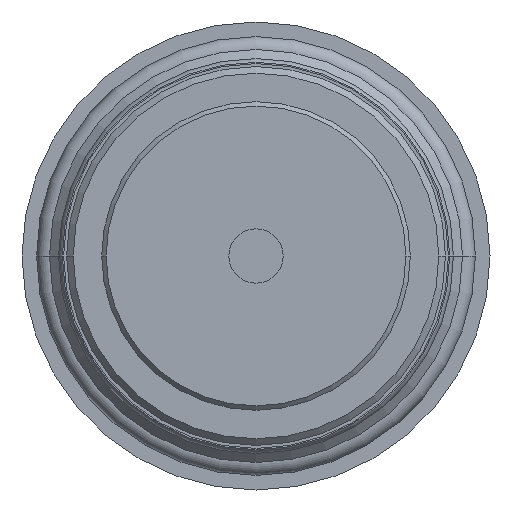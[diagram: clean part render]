
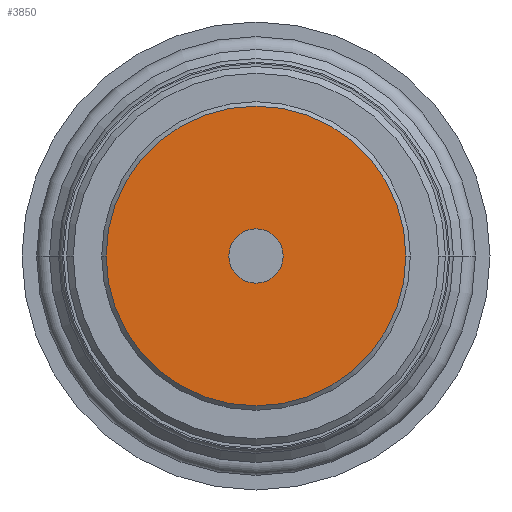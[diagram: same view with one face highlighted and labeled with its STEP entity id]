
A CAD part, left-side view. The second image highlights one B-rep face of the part: STEP entity #3850.
In plain terms, the highlighted planar face has unit normal (-1, 0, 0).
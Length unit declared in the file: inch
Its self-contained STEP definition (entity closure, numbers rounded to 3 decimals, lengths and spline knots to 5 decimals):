
#123=CARTESIAN_POINT('',(-3.145,0.,0.));
#124=DIRECTION('',(-1.,0.,0.));
#125=DIRECTION('',(0.,1.,0.));
#126=AXIS2_PLACEMENT_3D('',#123,#124,#125);
#1939=CARTESIAN_POINT('',(-3.145,0.,0.));
#1940=DIRECTION('',(-1.,0.,0.));
#1941=DIRECTION('',(0.,1.,0.));
#1942=AXIS2_PLACEMENT_3D('',#1939,#1940,#1941);
#1947=CARTESIAN_POINT('',(-3.145,0.,0.));
#1948=DIRECTION('',(1.,0.,0.));
#1949=DIRECTION('',(0.,1.,0.));
#1950=AXIS2_PLACEMENT_3D('',#1947,#1948,#1949);
#1955=CARTESIAN_POINT('',(-3.145,0.,0.));
#1956=DIRECTION('',(1.,0.,0.));
#1957=DIRECTION('',(0.,1.,0.));
#1958=AXIS2_PLACEMENT_3D('',#1955,#1956,#1957);
#2187=CARTESIAN_POINT('',(-3.145,0.6805,0.));
#2188=CARTESIAN_POINT('',(-3.145,-0.6805,0.));
#2189=VERTEX_POINT('',#2187);
#2190=VERTEX_POINT('',#2188);
#2191=CARTESIAN_POINT('',(-3.145,0.1235,0.));
#2192=CARTESIAN_POINT('',(-3.145,-0.1235,0.));
#2193=VERTEX_POINT('',#2191);
#2194=VERTEX_POINT('',#2192);
#3836=CARTESIAN_POINT('',(-3.145,0.,0.));
#3837=DIRECTION('',(1.,0.,0.));
#3838=DIRECTION('',(0.,-1.,0.));
#3839=AXIS2_PLACEMENT_3D('',#3836,#3837,#3838);
#3840=PLANE('',#3839);
#3841=ORIENTED_EDGE('',*,*,#3830,.F.);
#3842=ORIENTED_EDGE('',*,*,#3816,.T.);
#3843=EDGE_LOOP('',(#3841,#3842));
#3844=FACE_OUTER_BOUND('',#3843,.F.);
#3846=ORIENTED_EDGE('',*,*,#3845,.F.);
#3847=ORIENTED_EDGE('',*,*,#2228,.T.);
#3848=EDGE_LOOP('',(#3846,#3847));
#3849=FACE_BOUND('',#3848,.F.);
#3850=ADVANCED_FACE('',(#3844,#3849),#3840,.F.);
#127=CIRCLE('',#126,0.1235);
#1943=CIRCLE('',#1942,0.6805);
#1951=CIRCLE('',#1950,0.6805);
#1959=CIRCLE('',#1958,0.1235);
#2228=EDGE_CURVE('',#2193,#2194,#127,.T.);
#3816=EDGE_CURVE('',#2189,#2190,#1951,.T.);
#3830=EDGE_CURVE('',#2189,#2190,#1943,.T.);
#3845=EDGE_CURVE('',#2193,#2194,#1959,.T.);
